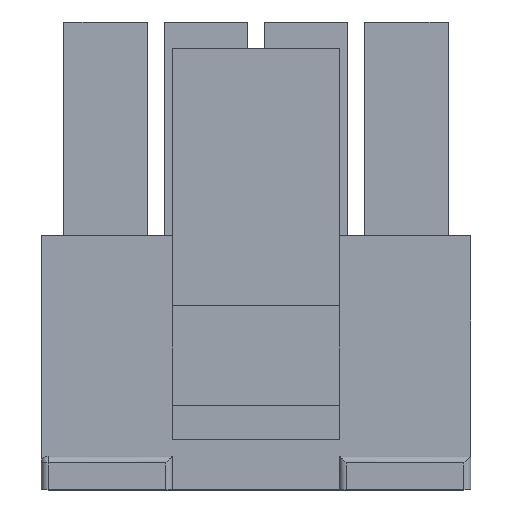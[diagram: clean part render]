
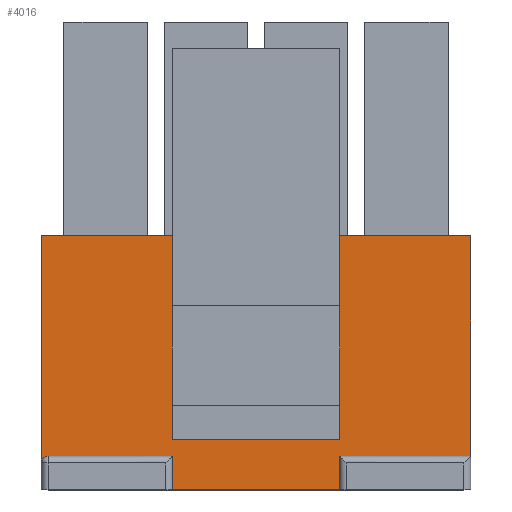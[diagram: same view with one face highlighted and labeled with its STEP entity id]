
A CAD part, top view. The second image highlights one B-rep face of the part: STEP entity #4016.
In plain terms, the highlighted planar face has unit normal (0, 0, 1).
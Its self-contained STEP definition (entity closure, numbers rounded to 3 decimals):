
#47=CIRCLE('',#4256,0.2);
#528=ORIENTED_EDGE('',*,*,#1209,.F.);
#529=ORIENTED_EDGE('',*,*,#1564,.T.);
#530=ORIENTED_EDGE('',*,*,#1215,.T.);
#531=ORIENTED_EDGE('',*,*,#1565,.T.);
#532=ORIENTED_EDGE('',*,*,#1566,.T.);
#533=ORIENTED_EDGE('',*,*,#1567,.F.);
#534=ORIENTED_EDGE('',*,*,#1568,.F.);
#535=ORIENTED_EDGE('',*,*,#1569,.F.);
#536=ORIENTED_EDGE('',*,*,#1570,.T.);
#537=ORIENTED_EDGE('',*,*,#1571,.F.);
#538=ORIENTED_EDGE('',*,*,#1572,.T.);
#539=ORIENTED_EDGE('',*,*,#1557,.F.);
#540=ORIENTED_EDGE('',*,*,#1573,.T.);
#541=ORIENTED_EDGE('',*,*,#1308,.F.);
#542=ORIENTED_EDGE('',*,*,#1574,.F.);
#543=ORIENTED_EDGE('',*,*,#1556,.F.);
#544=ORIENTED_EDGE('',*,*,#1575,.T.);
#1209=EDGE_CURVE('',#1785,#1786,#2153,.T.);
#1215=EDGE_CURVE('',#1791,#1792,#2159,.T.);
#1308=EDGE_CURVE('',#1865,#1866,#2251,.T.);
#1556=EDGE_CURVE('',#2057,#2054,#2494,.T.);
#1557=EDGE_CURVE('',#2058,#2059,#2495,.T.);
#1564=EDGE_CURVE('',#1785,#1791,#2502,.T.);
#1565=EDGE_CURVE('',#1792,#1786,#2503,.T.);
#1566=EDGE_CURVE('',#2064,#2065,#2504,.T.);
#1567=EDGE_CURVE('',#2066,#2065,#2505,.T.);
#1568=EDGE_CURVE('',#2067,#2066,#2506,.T.);
#1569=EDGE_CURVE('',#2064,#2067,#2507,.T.);
#1570=EDGE_CURVE('',#2068,#2069,#2508,.T.);
#1571=EDGE_CURVE('',#2070,#2069,#2509,.T.);
#1572=EDGE_CURVE('',#2070,#2059,#47,.F.);
#1573=EDGE_CURVE('',#2058,#1866,#2510,.T.);
#1574=EDGE_CURVE('',#2054,#1865,#2511,.T.);
#1575=EDGE_CURVE('',#2057,#2068,#2512,.T.);
#1785=VERTEX_POINT('',#5455);
#1786=VERTEX_POINT('',#5457);
#1791=VERTEX_POINT('',#5470);
#1792=VERTEX_POINT('',#5471);
#1865=VERTEX_POINT('',#5653);
#1866=VERTEX_POINT('',#5655);
#2054=VERTEX_POINT('',#6139);
#2057=VERTEX_POINT('',#6144);
#2058=VERTEX_POINT('',#6148);
#2059=VERTEX_POINT('',#6149);
#2064=VERTEX_POINT('',#6165);
#2065=VERTEX_POINT('',#6166);
#2066=VERTEX_POINT('',#6168);
#2067=VERTEX_POINT('',#6170);
#2068=VERTEX_POINT('',#6173);
#2069=VERTEX_POINT('',#6174);
#2070=VERTEX_POINT('',#6176);
#2153=LINE('',#5456,#2710);
#2159=LINE('',#5469,#2716);
#2251=LINE('',#5654,#2808);
#2494=LINE('',#6145,#3051);
#2495=LINE('',#6147,#3052);
#2502=LINE('',#6162,#3059);
#2503=LINE('',#6163,#3060);
#2504=LINE('',#6164,#3061);
#2505=LINE('',#6167,#3062);
#2506=LINE('',#6169,#3063);
#2507=LINE('',#6171,#3064);
#2508=LINE('',#6172,#3065);
#2509=LINE('',#6175,#3066);
#2510=LINE('',#6178,#3067);
#2511=LINE('',#6179,#3068);
#2512=LINE('',#6180,#3069);
#2710=VECTOR('',#4420,1000.);
#2716=VECTOR('',#4430,1000.);
#2808=VECTOR('',#4558,1000.);
#3051=VECTOR('',#4913,1000.);
#3052=VECTOR('',#4916,1000.);
#3059=VECTOR('',#4927,1000.);
#3060=VECTOR('',#4928,1000.);
#3061=VECTOR('',#4929,1000.);
#3062=VECTOR('',#4930,1000.);
#3063=VECTOR('',#4931,1000.);
#3064=VECTOR('',#4932,1000.);
#3065=VECTOR('',#4933,1000.);
#3066=VECTOR('',#4934,1000.);
#3067=VECTOR('',#4937,1000.);
#3068=VECTOR('',#4938,1000.);
#3069=VECTOR('',#4939,1000.);
#3350=EDGE_LOOP('',(#528,#529,#530,#531));
#3351=EDGE_LOOP('',(#532,#533,#534,#535));
#3352=EDGE_LOOP('',(#536,#537,#538,#539,#540,#541,#542,#543,#544));
#3586=FACE_BOUND('',#3350,.T.);
#3587=FACE_BOUND('',#3351,.T.);
#3588=FACE_BOUND('',#3352,.T.);
#3810=PLANE('',#4255);
#4016=ADVANCED_FACE('',(#3586,#3587,#3588),#3810,.T.);
#4255=AXIS2_PLACEMENT_3D('',#6161,#4925,#4926);
#4256=AXIS2_PLACEMENT_3D('',#6177,#4935,#4936);
#4420=DIRECTION('',(-1.,0.,0.));
#4430=DIRECTION('',(-1.,0.,0.));
#4558=DIRECTION('',(-1.,0.,0.));
#4913=DIRECTION('',(-1.,0.,0.));
#4916=DIRECTION('',(-1.,0.,0.));
#4925=DIRECTION('',(0.,0.,1.));
#4926=DIRECTION('',(1.,0.,0.));
#4927=DIRECTION('',(0.,-1.,0.));
#4928=DIRECTION('',(0.,1.,0.));
#4929=DIRECTION('',(-1.,0.,0.));
#4930=DIRECTION('',(0.,-1.,0.));
#4931=DIRECTION('',(-1.,0.,0.));
#4932=DIRECTION('',(0.,1.,0.));
#4933=DIRECTION('',(-1.,0.,0.));
#4934=DIRECTION('',(0.,1.,0.));
#4935=DIRECTION('',(0.,0.,1.));
#4936=DIRECTION('',(1.,0.,0.));
#4937=DIRECTION('',(0.,-1.,0.));
#4938=DIRECTION('',(0.,-1.,0.));
#4939=DIRECTION('',(0.,1.,0.));
#5455=CARTESIAN_POINT('',(-1.625,2.419,1.93));
#5456=CARTESIAN_POINT('',(2.5,2.419,1.93));
#5457=CARTESIAN_POINT('',(-2.5,2.419,1.93));
#5469=CARTESIAN_POINT('',(2.5,1.619,1.93));
#5470=CARTESIAN_POINT('',(-1.625,1.619,1.93));
#5471=CARTESIAN_POINT('',(-2.5,1.619,1.93));
#5653=CARTESIAN_POINT('',(2.5,-4.3,1.93));
#5654=CARTESIAN_POINT('',(2.5,-4.3,1.93));
#5655=CARTESIAN_POINT('',(-2.5,-4.3,1.93));
#6139=CARTESIAN_POINT('',(2.5,-3.3,1.93));
#6144=CARTESIAN_POINT('',(6.425,-3.3,1.93));
#6145=CARTESIAN_POINT('',(6.425,-3.3,1.93));
#6147=CARTESIAN_POINT('',(6.425,-3.3,1.93));
#6148=CARTESIAN_POINT('',(-2.5,-3.3,1.93));
#6149=CARTESIAN_POINT('',(-6.225,-3.3,1.93));
#6161=CARTESIAN_POINT('',(6.425,-3.3,1.93));
#6162=CARTESIAN_POINT('',(-1.625,6.65,1.93));
#6163=CARTESIAN_POINT('',(-2.5,1.619,1.93));
#6164=CARTESIAN_POINT('',(2.5,1.619,1.93));
#6165=CARTESIAN_POINT('',(2.5,1.619,1.93));
#6166=CARTESIAN_POINT('',(1.625,1.619,1.93));
#6167=CARTESIAN_POINT('',(1.625,6.65,1.93));
#6168=CARTESIAN_POINT('',(1.625,2.419,1.93));
#6169=CARTESIAN_POINT('',(2.5,2.419,1.93));
#6170=CARTESIAN_POINT('',(2.5,2.419,1.93));
#6171=CARTESIAN_POINT('',(2.5,1.619,1.93));
#6172=CARTESIAN_POINT('',(6.425,3.3,1.93));
#6173=CARTESIAN_POINT('',(6.425,3.3,1.93));
#6174=CARTESIAN_POINT('',(-6.425,3.3,1.93));
#6175=CARTESIAN_POINT('',(-6.425,-3.3,1.93));
#6176=CARTESIAN_POINT('',(-6.425,-3.5,1.93));
#6177=CARTESIAN_POINT('',(-6.225,-3.5,1.93));
#6178=CARTESIAN_POINT('',(-2.5,16.35,1.93));
#6179=CARTESIAN_POINT('',(2.5,16.35,1.93));
#6180=CARTESIAN_POINT('',(6.425,-3.3,1.93));
